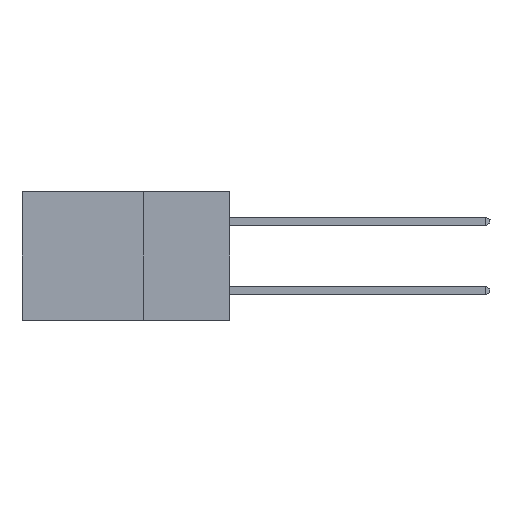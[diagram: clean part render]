
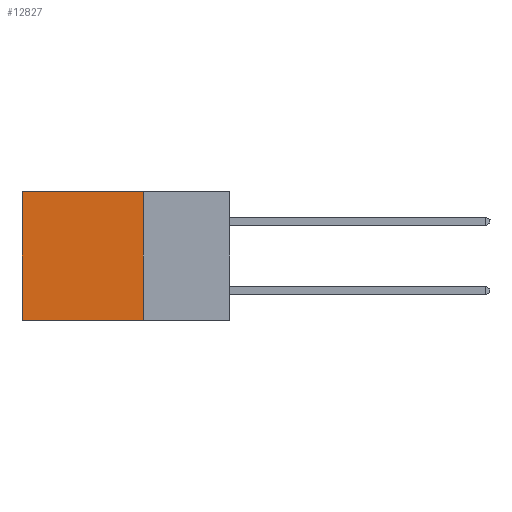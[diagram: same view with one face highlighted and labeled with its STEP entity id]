
A CAD part, left-side view. The second image highlights one B-rep face of the part: STEP entity #12827.
In plain terms, the highlighted planar face has unit normal (-1, 0, 0).
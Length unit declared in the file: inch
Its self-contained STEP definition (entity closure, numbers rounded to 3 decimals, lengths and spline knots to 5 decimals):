
#186 = PLANE ( 'NONE',  #301 ) ;
#301 = AXIS2_PLACEMENT_3D ( 'NONE', #13668, #15440, #19114 ) ;
#679 = VERTEX_POINT ( 'NONE', #8185 ) ;
#1589 = CARTESIAN_POINT ( 'NONE',  ( 0.298, 0.25, 0. ) ) ;
#2016 = EDGE_CURVE ( 'NONE', #21127, #679, #7031, .T. ) ;
#2434 = VECTOR ( 'NONE', #14545, 39.37008 ) ;
#2822 = ORIENTED_EDGE ( 'NONE', *, *, #2016, .F. ) ;
#3236 = EDGE_CURVE ( 'NONE', #19078, #15890, #20680, .T. ) ;
#3306 = ORIENTED_EDGE ( 'NONE', *, *, #21885, .F. ) ;
#7031 = LINE ( 'NONE', #10708, #19653 ) ;
#7205 = ORIENTED_EDGE ( 'NONE', *, *, #3236, .T. ) ;
#7298 = LINE ( 'NONE', #17645, #20452 ) ;
#8185 = CARTESIAN_POINT ( 'NONE',  ( 0.298, 0.6, -0.37 ) ) ;
#9071 = DIRECTION ( 'NONE',  ( 0., 1., 0. ) ) ;
#9199 = EDGE_LOOP ( 'NONE', ( #15917, #2822, #3306, #7205 ) ) ;
#10708 = CARTESIAN_POINT ( 'NONE',  ( 0.298, 0.25, -0.37 ) ) ;
#11786 = CARTESIAN_POINT ( 'NONE',  ( 0.298, 0.6, 0. ) ) ;
#12827 = ADVANCED_FACE ( 'NONE', ( #13405 ), #186, .F. ) ;
#13368 = CARTESIAN_POINT ( 'NONE',  ( 0.298, 0.6, 0. ) ) ;
#13405 = FACE_OUTER_BOUND ( 'NONE', #9199, .T. ) ;
#13668 = CARTESIAN_POINT ( 'NONE',  ( 0.298, 0.25, 0. ) ) ;
#14545 = DIRECTION ( 'NONE',  ( 0., 1., 0. ) ) ;
#15440 = DIRECTION ( 'NONE',  ( 1., 0., 0. ) ) ;
#15890 = VERTEX_POINT ( 'NONE', #11786 ) ;
#15917 = ORIENTED_EDGE ( 'NONE', *, *, #19471, .T. ) ;
#17499 = VECTOR ( 'NONE', #21615, 39.37008 ) ;
#17645 = CARTESIAN_POINT ( 'NONE',  ( 0.298, 0.25, 0. ) ) ;
#19078 = VERTEX_POINT ( 'NONE', #1589 ) ;
#19114 = DIRECTION ( 'NONE',  ( 0., 0., -1. ) ) ;
#19377 = DIRECTION ( 'NONE',  ( 0., 0., -1. ) ) ;
#19471 = EDGE_CURVE ( 'NONE', #15890, #679, #20986, .T. ) ;
#19608 = CARTESIAN_POINT ( 'NONE',  ( 0.298, 0.25, 0. ) ) ;
#19653 = VECTOR ( 'NONE', #9071, 39.37008 ) ;
#20452 = VECTOR ( 'NONE', #19377, 39.37008 ) ;
#20479 = CARTESIAN_POINT ( 'NONE',  ( 0.298, 0.25, -0.37 ) ) ;
#20680 = LINE ( 'NONE', #19608, #2434 ) ;
#20986 = LINE ( 'NONE', #13368, #17499 ) ;
#21127 = VERTEX_POINT ( 'NONE', #20479 ) ;
#21615 = DIRECTION ( 'NONE',  ( 0., 0., -1. ) ) ;
#21885 = EDGE_CURVE ( 'NONE', #19078, #21127, #7298, .T. ) ;
